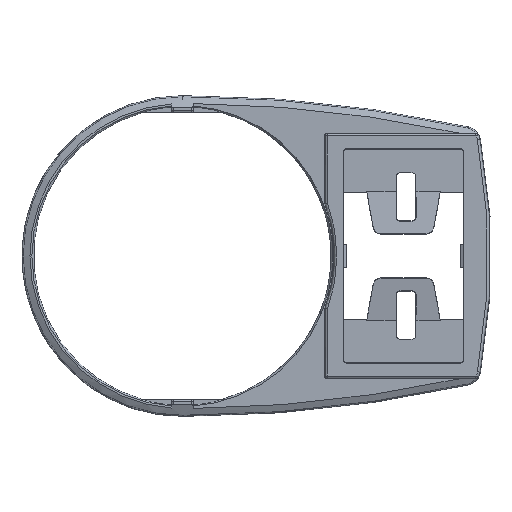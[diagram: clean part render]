
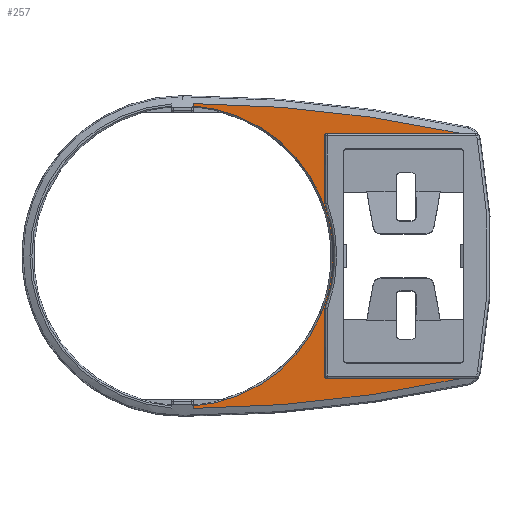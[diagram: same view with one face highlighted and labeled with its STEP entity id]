
A CAD part, top view. The second image highlights one B-rep face of the part: STEP entity #257.
In plain terms, the highlighted planar face has unit normal (0, 0, 1).
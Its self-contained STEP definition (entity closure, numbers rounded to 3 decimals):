
#40=ELLIPSE('',#3539,0.3,0.3);
#41=ELLIPSE('',#3544,0.3,0.3);
#127=PLANE('',#3596);
#257=ADVANCED_FACE('',(#493),#127,.F.);
#493=FACE_OUTER_BOUND('',#678,.T.);
#678=EDGE_LOOP('',(#1777,#1778,#1779,#1780,#1781,#1782,#1783,#1784,#1785,
#1786,#1787,#1788,#1789,#1790));
#817=CIRCLE('',#3478,165.541);
#819=CIRCLE('',#3481,165.541);
#841=CIRCLE('',#3520,19.);
#847=CIRCLE('',#3530,19.);
#881=CIRCLE('',#3594,19.);
#882=CIRCLE('',#3595,19.152);
#1008=LINE('',#5568,#1302);
#1010=LINE('',#5588,#1304);
#1011=LINE('',#5589,#1305);
#1012=LINE('',#5590,#1306);
#1013=LINE('',#5594,#1307);
#1014=LINE('',#5595,#1308);
#1302=VECTOR('',#4090,1.);
#1304=VECTOR('',#4106,1.);
#1305=VECTOR('',#4107,1.);
#1306=VECTOR('',#4108,1.);
#1307=VECTOR('',#4111,1.);
#1308=VECTOR('',#4112,1.);
#1777=ORIENTED_EDGE('',*,*,#2985,.T.);
#1778=ORIENTED_EDGE('',*,*,#2970,.T.);
#1779=ORIENTED_EDGE('',*,*,#3056,.T.);
#1780=ORIENTED_EDGE('',*,*,#3057,.T.);
#1781=ORIENTED_EDGE('',*,*,#2871,.T.);
#1782=ORIENTED_EDGE('',*,*,#3058,.T.);
#1783=ORIENTED_EDGE('',*,*,#2995,.T.);
#1784=ORIENTED_EDGE('',*,*,#3059,.T.);
#1785=ORIENTED_EDGE('',*,*,#3060,.T.);
#1786=ORIENTED_EDGE('',*,*,#3061,.T.);
#1787=ORIENTED_EDGE('',*,*,#3000,.T.);
#1788=ORIENTED_EDGE('',*,*,#3049,.T.);
#1789=ORIENTED_EDGE('',*,*,#2882,.T.);
#1790=ORIENTED_EDGE('',*,*,#3062,.T.);
#2550=VERTEX_POINT('',#4816);
#2551=VERTEX_POINT('',#4818);
#2554=VERTEX_POINT('',#4835);
#2560=VERTEX_POINT('',#4865);
#2629=VERTEX_POINT('',#5240);
#2632=VERTEX_POINT('',#5248);
#2643=VERTEX_POINT('',#5363);
#2649=VERTEX_POINT('',#5422);
#2650=VERTEX_POINT('',#5423);
#2652=VERTEX_POINT('',#5432);
#2653=VERTEX_POINT('',#5433);
#2684=VERTEX_POINT('',#5587);
#2685=VERTEX_POINT('',#5591);
#2686=VERTEX_POINT('',#5593);
#2871=EDGE_CURVE('',#2551,#2550,#817,.T.);
#2882=EDGE_CURVE('',#2554,#2560,#819,.T.);
#2970=EDGE_CURVE('',#2629,#2632,#841,.T.);
#2985=EDGE_CURVE('',#2643,#2629,#847,.T.);
#2995=EDGE_CURVE('',#2649,#2650,#40,.T.);
#3000=EDGE_CURVE('',#2652,#2653,#41,.T.);
#3049=EDGE_CURVE('',#2653,#2554,#1008,.T.);
#3056=EDGE_CURVE('',#2632,#2684,#881,.T.);
#3057=EDGE_CURVE('',#2684,#2551,#1010,.T.);
#3058=EDGE_CURVE('',#2550,#2649,#1011,.T.);
#3059=EDGE_CURVE('',#2650,#2685,#1012,.T.);
#3060=EDGE_CURVE('',#2685,#2686,#882,.T.);
#3061=EDGE_CURVE('',#2686,#2652,#1013,.T.);
#3062=EDGE_CURVE('',#2560,#2643,#1014,.T.);
#3478=AXIS2_PLACEMENT_3D('',#4817,#3796,#3797);
#3481=AXIS2_PLACEMENT_3D('',#4866,#3804,#3805);
#3520=AXIS2_PLACEMENT_3D('',#5249,#3927,#3928);
#3530=AXIS2_PLACEMENT_3D('',#5362,#3951,#3952);
#3539=AXIS2_PLACEMENT_3D('',#5421,#3971,#3972);
#3544=AXIS2_PLACEMENT_3D('',#5431,#3983,#3984);
#3594=AXIS2_PLACEMENT_3D('',#5586,#4104,#4105);
#3595=AXIS2_PLACEMENT_3D('',#5592,#4109,#4110);
#3596=AXIS2_PLACEMENT_3D('',#5596,#4113,#4114);
#3796=DIRECTION('',(0.,0.,1.));
#3797=DIRECTION('',(0.,1.,0.));
#3804=DIRECTION('',(0.,0.,1.));
#3805=DIRECTION('',(0.,1.,0.));
#3927=DIRECTION('',(0.,0.,-1.));
#3928=DIRECTION('',(0.,1.,0.));
#3951=DIRECTION('',(0.,0.,-1.));
#3952=DIRECTION('',(0.,1.,0.));
#3971=DIRECTION('',(0.,0.,-1.));
#3972=DIRECTION('',(-0.707,-0.707,0.));
#3983=DIRECTION('',(0.,0.,-1.));
#3984=DIRECTION('',(-0.707,0.707,0.));
#4090=DIRECTION('',(1.,0.,0.));
#4104=DIRECTION('',(0.,0.,-1.));
#4105=DIRECTION('',(0.,1.,0.));
#4106=DIRECTION('',(0.,-1.,0.));
#4107=DIRECTION('',(-1.,0.,0.));
#4108=DIRECTION('',(0.,1.,0.));
#4109=DIRECTION('',(0.,0.,1.));
#4110=DIRECTION('',(0.,1.,0.));
#4111=DIRECTION('',(0.,1.,0.));
#4112=DIRECTION('',(0.,-1.,0.));
#4113=DIRECTION('',(0.,0.,-1.));
#4114=DIRECTION('',(0.,1.,0.));
#4816=CARTESIAN_POINT('',(34.953,-15.518,4.8));
#4817=CARTESIAN_POINT('',(0.,146.291,4.8));
#4818=CARTESIAN_POINT('',(1.35,-19.244,4.8));
#4835=CARTESIAN_POINT('',(34.953,15.518,4.8));
#4865=CARTESIAN_POINT('',(1.35,19.244,4.8));
#4866=CARTESIAN_POINT('',(0.,-146.291,4.8));
#5240=CARTESIAN_POINT('',(17.5,7.399,4.8));
#5248=CARTESIAN_POINT('',(17.5,-7.399,4.8));
#5249=CARTESIAN_POINT('',(0.,0.,4.8));
#5362=CARTESIAN_POINT('',(0.,0.,4.8));
#5363=CARTESIAN_POINT('',(1.35,18.952,4.8));
#5421=CARTESIAN_POINT('',(18.282,-15.218,4.8));
#5422=CARTESIAN_POINT('',(18.282,-15.518,4.8));
#5423=CARTESIAN_POINT('',(17.982,-15.218,4.8));
#5431=CARTESIAN_POINT('',(18.282,15.218,4.8));
#5432=CARTESIAN_POINT('',(17.982,15.218,4.8));
#5433=CARTESIAN_POINT('',(18.282,15.518,4.8));
#5568=CARTESIAN_POINT('',(0.,15.518,4.8));
#5586=CARTESIAN_POINT('',(0.,0.,4.8));
#5587=CARTESIAN_POINT('',(1.35,-18.952,4.8));
#5588=CARTESIAN_POINT('',(1.35,73.146,4.8));
#5589=CARTESIAN_POINT('',(0.,-15.518,4.8));
#5590=CARTESIAN_POINT('',(17.982,146.291,4.8));
#5591=CARTESIAN_POINT('',(17.982,-6.591,4.8));
#5592=CARTESIAN_POINT('',(0.,0.,4.8));
#5593=CARTESIAN_POINT('',(17.982,6.591,4.8));
#5594=CARTESIAN_POINT('',(17.982,146.291,4.8));
#5595=CARTESIAN_POINT('',(1.35,73.146,4.8));
#5596=CARTESIAN_POINT('',(0.,73.146,4.8));
